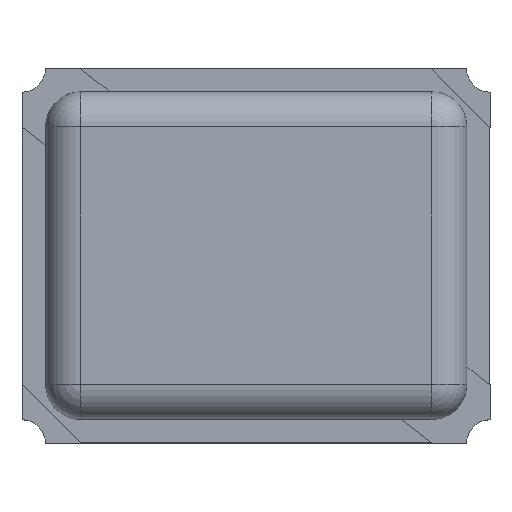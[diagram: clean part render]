
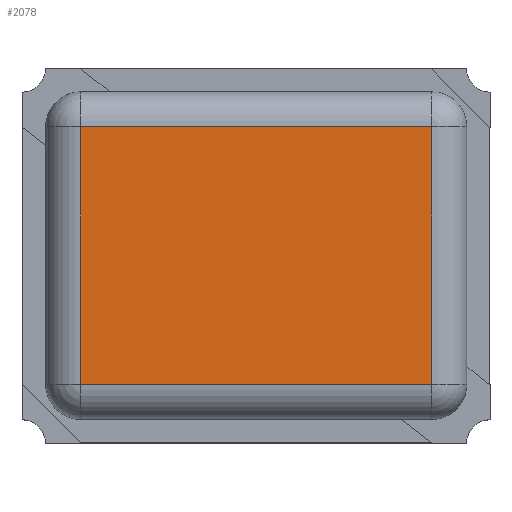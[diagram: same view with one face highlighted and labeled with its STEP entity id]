
A CAD part, top view. The second image highlights one B-rep face of the part: STEP entity #2078.
In plain terms, the highlighted planar face has unit normal (0, 0, 1).
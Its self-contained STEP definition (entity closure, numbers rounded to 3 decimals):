
#2078 = ADVANCED_FACE('',(#2079),#2113,.T.);
#2079 = FACE_BOUND('',#2080,.T.);
#2080 = EDGE_LOOP('',(#2081,#2091,#2099,#2107));
#2081 = ORIENTED_EDGE('',*,*,#2082,.T.);
#2082 = EDGE_CURVE('',#2083,#2085,#2087,.T.);
#2083 = VERTEX_POINT('',#2084);
#2084 = CARTESIAN_POINT('',(0.751,-0.549,0.655));
#2085 = VERTEX_POINT('',#2086);
#2086 = CARTESIAN_POINT('',(0.751,0.551,0.655));
#2087 = LINE('',#2088,#2089);
#2088 = CARTESIAN_POINT('',(0.751,0.551,0.655));
#2089 = VECTOR('',#2090,1.);
#2090 = DIRECTION('',(0.,1.,0.));
#2091 = ORIENTED_EDGE('',*,*,#2092,.T.);
#2092 = EDGE_CURVE('',#2085,#2093,#2095,.T.);
#2093 = VERTEX_POINT('',#2094);
#2094 = CARTESIAN_POINT('',(-0.749,0.551,0.655));
#2095 = LINE('',#2096,#2097);
#2096 = CARTESIAN_POINT('',(-0.749,0.551,0.655));
#2097 = VECTOR('',#2098,1.);
#2098 = DIRECTION('',(-1.,0.,0.));
#2099 = ORIENTED_EDGE('',*,*,#2100,.T.);
#2100 = EDGE_CURVE('',#2093,#2101,#2103,.T.);
#2101 = VERTEX_POINT('',#2102);
#2102 = CARTESIAN_POINT('',(-0.749,-0.549,0.655));
#2103 = LINE('',#2104,#2105);
#2104 = CARTESIAN_POINT('',(-0.749,-0.549,0.655));
#2105 = VECTOR('',#2106,1.);
#2106 = DIRECTION('',(0.,-1.,0.));
#2107 = ORIENTED_EDGE('',*,*,#2108,.T.);
#2108 = EDGE_CURVE('',#2101,#2083,#2109,.T.);
#2109 = LINE('',#2110,#2111);
#2110 = CARTESIAN_POINT('',(0.751,-0.549,0.655));
#2111 = VECTOR('',#2112,1.);
#2112 = DIRECTION('',(1.,0.,0.));
#2113 = PLANE('',#2114);
#2114 = AXIS2_PLACEMENT_3D('',#2115,#2116,#2117);
#2115 = CARTESIAN_POINT('',(-1.,-0.8,0.655));
#2116 = DIRECTION('',(0.,0.,1.));
#2117 = DIRECTION('',(0.,-1.,0.));
